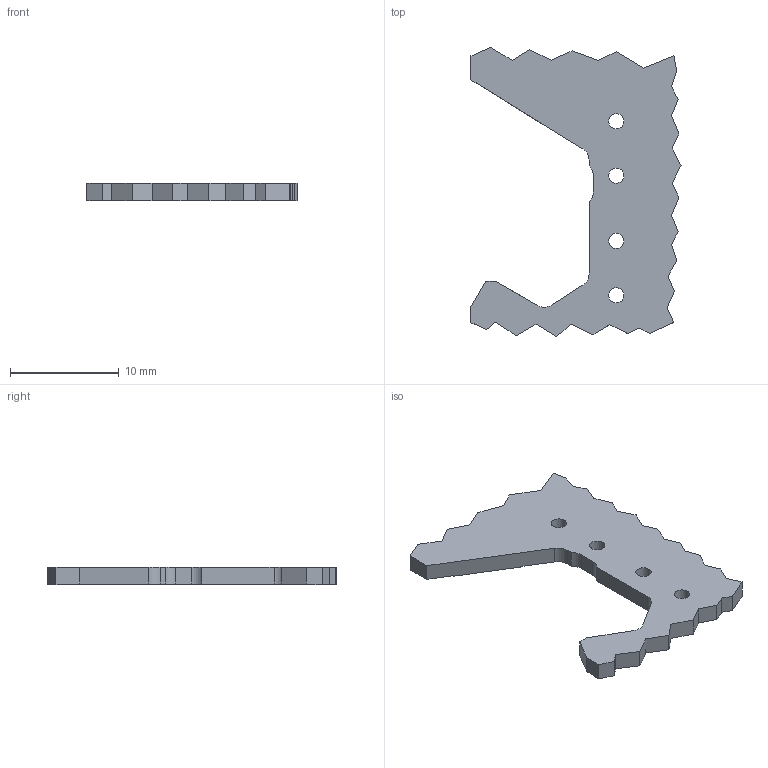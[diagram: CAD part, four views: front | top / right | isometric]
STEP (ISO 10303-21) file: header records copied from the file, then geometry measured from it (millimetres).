
FILE_DESCRIPTION(('STEP AP214'), '1');
FILE_NAME('PCB-FRAGMENT_ICC25-H_4L5.0_01084043', '', ('UNSPECIFIED'), ('UNSPECIFIED'), 'ASCON STEP Converter 1.6', 'ASCON Math Kernel', '');
FILE_SCHEMA(('AUTOMOTIVE_DESIGN { 1 0 10303 214 3 1 1}'));
Length unit declared in the file: millimetre
Products named in the file (1): PCB-FRAGMENT_ICC25-H_4L5.0_01084043
Bounding box: 19.31 x 26.59 x 1.6 mm (x, y, z)
Volume: 446.6 mm3; surface area: 779.6 mm2
Topology: 1 solids, 1 shells, 217 faces, 630 edges, 420 vertices
Faces by surface type: plane 207, cylinder 10
Full cylindrical faces by diameter (mm): 1.4 x4
Entity records: 8800 total; most frequent: CARTESIAN_POINT 1264, ORIENTED_EDGE 1252, DIRECTION 1082, EDGE_CURVE 626, LINE 606, VECTOR 606, VERTEX_POINT 420, AXIS2_PLACEMENT_3D 238
